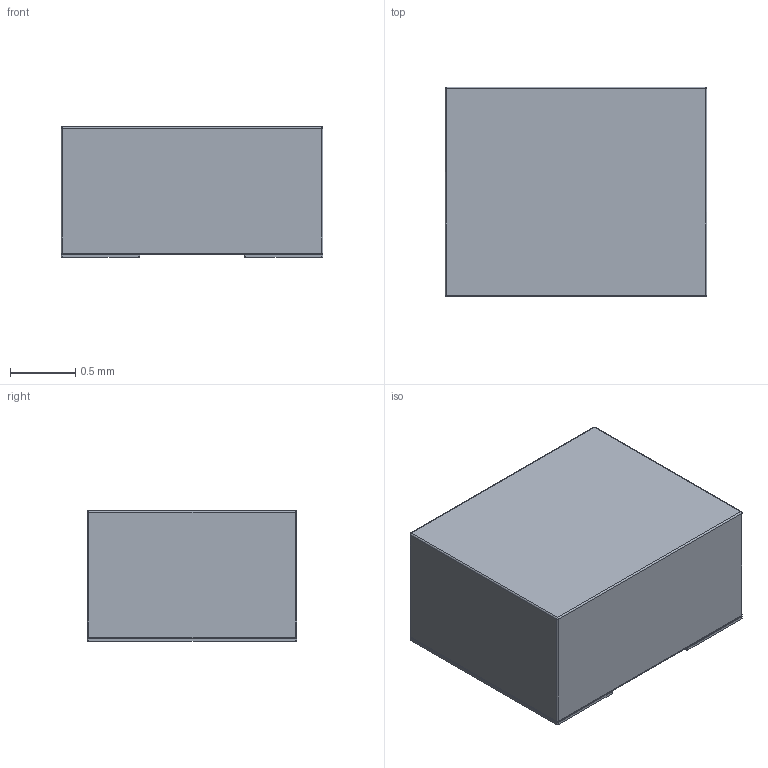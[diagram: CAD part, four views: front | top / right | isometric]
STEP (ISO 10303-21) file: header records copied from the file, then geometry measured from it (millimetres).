
FILE_DESCRIPTION(/* description */ ('STEP AP214'),/* implementation_level */ '2;1');
FILE_NAME(/* name */ 'IND-SMD_L2.0-W1.6-B v2.step',/* time_stamp */ '2025-05-07T10:20:00+12:00',/* author */ (''),/* organization */ (''),/* preprocessor_version */ 'ST-DEVELOPER v20.1',/* originating_system */ 'Autodesk Translation Framework v14.4.0.0',/* authorisation */ '');
FILE_SCHEMA (('AUTOMOTIVE_DESIGN { 1 0 10303 214 3 1 1 }'));
Length unit declared in the file: millimetre
Products named in the file (1): IND-SMD_L2.0-W1.6-B
Bounding box: 2 x 1.6 x 1 mm (x, y, z)
Volume: 3.2 mm3; surface area: 17.4 mm2
Topology: 3 solids, 3 shells, 46 faces, 101 edges, 56 vertices
Faces by surface type: plane 18, bspline 16, cylinder 12
Entity records: 1634 total; most frequent: CARTESIAN_POINT 591, DIRECTION 198, ORIENTED_EDGE 192, EDGE_CURVE 96, AXIS2_PLACEMENT_3D 71, LINE 56, VECTOR 56, VERTEX_POINT 56
